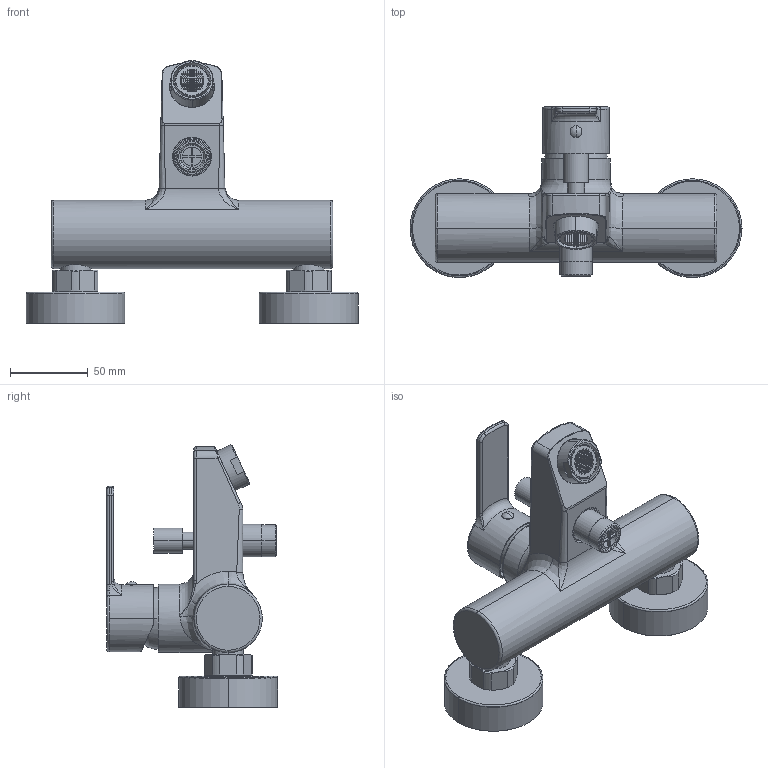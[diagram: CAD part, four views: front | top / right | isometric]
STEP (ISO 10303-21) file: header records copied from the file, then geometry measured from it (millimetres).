
FILE_DESCRIPTION((''),'2;1');
FILE_NAME('RED022CR','2021-11-08T13:36:25',('ut3'),('PAFFONI SpA'),'CREO PARAMETRIC BY PTC INC, 2020044','CREO PARAMETRIC BY PTC INC, 2020044','');
FILE_SCHEMA(('CONFIG_CONTROL_DESIGN','SHAPE_APPEARANCE_LAYERS_GROUPS'));
Products named in the file (1): RED022CR
Bounding box: 213.5 x 109.98 x 168.9 mm (x, y, z)
Volume: 255686.3 mm3; surface area: 173318.8 mm2
Topology: 7 solids, 8 shells, 3288 faces, 9088 edges, 5833 vertices
Faces by surface type: plane 2260, cylinder 553, torus 182, cone 140, bspline 107, sphere 46
Entity records: 149161 total; most frequent: CARTESIAN_POINT 39298, ORIENTED_EDGE 18144, DIRECTION 17263, EDGE_CURVE 9072, VERTEX_POINT 5833, AXIS2_PLACEMENT_3D 5821, VECTOR 5621, LINE 5621
